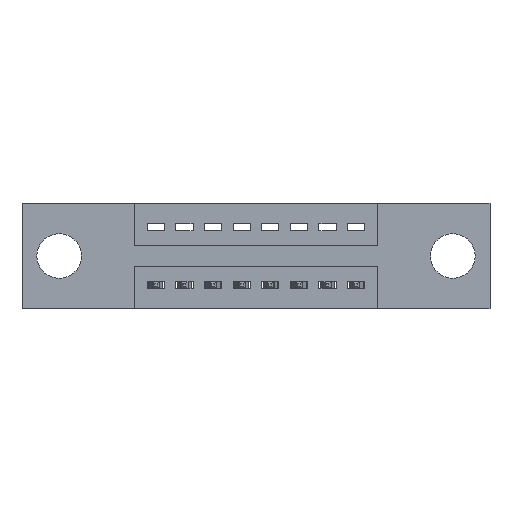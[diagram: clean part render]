
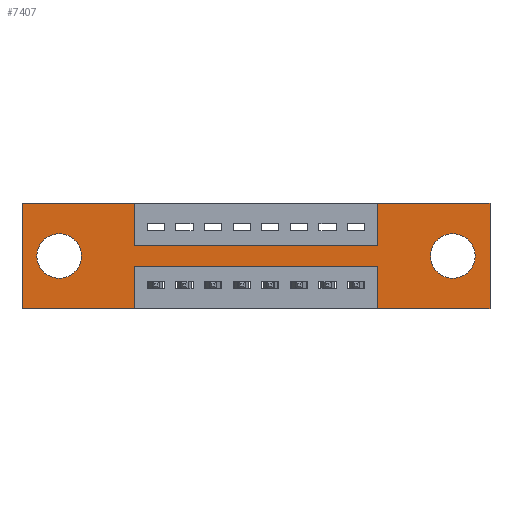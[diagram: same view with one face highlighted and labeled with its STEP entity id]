
A CAD part, front view. The second image highlights one B-rep face of the part: STEP entity #7407.
In plain terms, the highlighted planar face has unit normal (0, -1, 0).
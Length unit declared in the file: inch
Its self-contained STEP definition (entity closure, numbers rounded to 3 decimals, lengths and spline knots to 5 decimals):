
#73 = ORIENTED_EDGE ( 'NONE', *, *, #3814, .F. ) ;
#492 = AXIS2_PLACEMENT_3D ( 'NONE', #5105, #5068, #8363 ) ;
#619 = FACE_BOUND ( 'NONE', #1560, .T. ) ;
#658 = EDGE_CURVE ( 'NONE', #8023, #1676, #828, .T. ) ;
#743 = CARTESIAN_POINT ( 'NONE',  ( 0., 0., -0.37 ) ) ;
#777 = CARTESIAN_POINT ( 'NONE',  ( 1.2425, 0., -0.37 ) ) ;
#815 = DIRECTION ( 'NONE',  ( -1., 0., 0. ) ) ;
#828 = LINE ( 'NONE', #6963, #6508 ) ;
#831 = VECTOR ( 'NONE', #7800, 39.37008 ) ;
#841 = VECTOR ( 'NONE', #5422, 39.37008 ) ;
#858 = VECTOR ( 'NONE', #3400, 39.37008 ) ;
#960 = EDGE_LOOP ( 'NONE', ( #2820, #73, #997, #6750, #9245, #8433, #3395, #2984, #3129, #985, #1459, #10103 ) ) ;
#976 = DIRECTION ( 'NONE',  ( 0., 0., -1. ) ) ;
#979 = CARTESIAN_POINT ( 'NONE',  ( 1.505, 0., -0.185 ) ) ;
#985 = ORIENTED_EDGE ( 'NONE', *, *, #8127, .F. ) ;
#997 = ORIENTED_EDGE ( 'NONE', *, *, #1481, .F. ) ;
#1258 = CARTESIAN_POINT ( 'NONE',  ( 1.2425, 0., -0.15 ) ) ;
#1294 = VERTEX_POINT ( 'NONE', #9539 ) ;
#1373 = EDGE_CURVE ( 'NONE', #2833, #3056, #7902, .T. ) ;
#1374 = CARTESIAN_POINT ( 'NONE',  ( 0., 0., -0.37 ) ) ;
#1407 = PLANE ( 'NONE',  #4995 ) ;
#1459 = ORIENTED_EDGE ( 'NONE', *, *, #658, .F. ) ;
#1481 = EDGE_CURVE ( 'NONE', #3056, #9008, #9563, .T. ) ;
#1550 = VECTOR ( 'NONE', #10483, 39.37008 ) ;
#1560 = EDGE_LOOP ( 'NONE', ( #7303, #9851 ) ) ;
#1676 = VERTEX_POINT ( 'NONE', #3477 ) ;
#1795 = CARTESIAN_POINT ( 'NONE',  ( 1.505, 0., -0.263 ) ) ;
#2106 = CIRCLE ( 'NONE', #10337, 0.078 ) ;
#2156 = VECTOR ( 'NONE', #976, 39.37008 ) ;
#2189 = DIRECTION ( 'NONE',  ( 0., 0., -1. ) ) ;
#2329 = DIRECTION ( 'NONE',  ( 0., 1., 0. ) ) ;
#2743 = VERTEX_POINT ( 'NONE', #9182 ) ;
#2816 = DIRECTION ( 'NONE',  ( 0., 0., -1. ) ) ;
#2820 = ORIENTED_EDGE ( 'NONE', *, *, #8144, .F. ) ;
#2833 = VERTEX_POINT ( 'NONE', #3592 ) ;
#2852 = LINE ( 'NONE', #10630, #8875 ) ;
#2866 = VERTEX_POINT ( 'NONE', #1258 ) ;
#2900 = VERTEX_POINT ( 'NONE', #9463 ) ;
#2901 = CARTESIAN_POINT ( 'NONE',  ( 0., 0., 0. ) ) ;
#2984 = ORIENTED_EDGE ( 'NONE', *, *, #9234, .F. ) ;
#3048 = LINE ( 'NONE', #6148, #841 ) ;
#3056 = VERTEX_POINT ( 'NONE', #8013 ) ;
#3129 = ORIENTED_EDGE ( 'NONE', *, *, #6150, .F. ) ;
#3174 = VECTOR ( 'NONE', #10560, 39.37008 ) ;
#3250 = CARTESIAN_POINT ( 'NONE',  ( 1.2425, 0., 0. ) ) ;
#3395 = ORIENTED_EDGE ( 'NONE', *, *, #7789, .F. ) ;
#3400 = DIRECTION ( 'NONE',  ( 1., 0., 0. ) ) ;
#3477 = CARTESIAN_POINT ( 'NONE',  ( 0., 0., 0. ) ) ;
#3592 = CARTESIAN_POINT ( 'NONE',  ( 1.635, 0., -0.37 ) ) ;
#3603 = AXIS2_PLACEMENT_3D ( 'NONE', #979, #5984, #2816 ) ;
#3717 = CARTESIAN_POINT ( 'NONE',  ( 1.505, 0., -0.107 ) ) ;
#3814 = EDGE_CURVE ( 'NONE', #9008, #2743, #5421, .T. ) ;
#3893 = DIRECTION ( 'NONE',  ( 0., -1., 0. ) ) ;
#4218 = VECTOR ( 'NONE', #4868, 39.37008 ) ;
#4245 = CARTESIAN_POINT ( 'NONE',  ( 0.3925, 0., 0. ) ) ;
#4330 = CARTESIAN_POINT ( 'NONE',  ( 0.3925, 0., -0.37 ) ) ;
#4480 = VERTEX_POINT ( 'NONE', #8539 ) ;
#4740 = CARTESIAN_POINT ( 'NONE',  ( 0.13, 0., -0.185 ) ) ;
#4760 = DIRECTION ( 'NONE',  ( 0., 0., 1. ) ) ;
#4868 = DIRECTION ( 'NONE',  ( 0., 0., 1. ) ) ;
#4884 = CARTESIAN_POINT ( 'NONE',  ( 0.13, 0., -0.185 ) ) ;
#4891 = CIRCLE ( 'NONE', #3603, 0.078 ) ;
#4995 = AXIS2_PLACEMENT_3D ( 'NONE', #9537, #3893, #2189 ) ;
#5068 = DIRECTION ( 'NONE',  ( 0., 1., 0. ) ) ;
#5105 = CARTESIAN_POINT ( 'NONE',  ( 1.505, 0., -0.185 ) ) ;
#5144 = EDGE_CURVE ( 'NONE', #8454, #7957, #6418, .T. ) ;
#5257 = DIRECTION ( 'NONE',  ( 1., 0., 0. ) ) ;
#5286 = EDGE_CURVE ( 'NONE', #8903, #8023, #2852, .T. ) ;
#5305 = DIRECTION ( 'NONE',  ( 0., 0., 1. ) ) ;
#5395 = VERTEX_POINT ( 'NONE', #1795 ) ;
#5421 = LINE ( 'NONE', #9601, #1550 ) ;
#5422 = DIRECTION ( 'NONE',  ( 0., 0., -1. ) ) ;
#5460 = LINE ( 'NONE', #7875, #831 ) ;
#5515 = AXIS2_PLACEMENT_3D ( 'NONE', #4740, #10433, #5534 ) ;
#5534 = DIRECTION ( 'NONE',  ( 0., 0., 1. ) ) ;
#5698 = LINE ( 'NONE', #2901, #9400 ) ;
#5984 = DIRECTION ( 'NONE',  ( 0., 1., 0. ) ) ;
#6148 = CARTESIAN_POINT ( 'NONE',  ( 1.635, 0., 0. ) ) ;
#6150 = EDGE_CURVE ( 'NONE', #9473, #1294, #7840, .T. ) ;
#6303 = ORIENTED_EDGE ( 'NONE', *, *, #7070, .T. ) ;
#6417 = LINE ( 'NONE', #3250, #4218 ) ;
#6418 = CIRCLE ( 'NONE', #5515, 0.078 ) ;
#6430 = CARTESIAN_POINT ( 'NONE',  ( 0., 0., 0. ) ) ;
#6508 = VECTOR ( 'NONE', #5305, 39.37008 ) ;
#6542 = CARTESIAN_POINT ( 'NONE',  ( 1.2425, 0., -0.22 ) ) ;
#6549 = DIRECTION ( 'NONE',  ( -1., 0., 0. ) ) ;
#6750 = ORIENTED_EDGE ( 'NONE', *, *, #1373, .F. ) ;
#6785 = EDGE_LOOP ( 'NONE', ( #6303, #9195 ) ) ;
#6813 = EDGE_CURVE ( 'NONE', #5395, #9244, #7841, .T. ) ;
#6830 = VECTOR ( 'NONE', #8224, 39.37008 ) ;
#6963 = CARTESIAN_POINT ( 'NONE',  ( 0., 0., 0. ) ) ;
#7070 = EDGE_CURVE ( 'NONE', #9244, #5395, #4891, .T. ) ;
#7166 = LINE ( 'NONE', #4330, #2156 ) ;
#7303 = ORIENTED_EDGE ( 'NONE', *, *, #5144, .T. ) ;
#7407 = ADVANCED_FACE ( 'NONE', ( #9342, #619, #7554 ), #1407, .T. ) ;
#7554 = FACE_OUTER_BOUND ( 'NONE', #960, .T. ) ;
#7789 = EDGE_CURVE ( 'NONE', #2866, #4480, #6417, .T. ) ;
#7800 = DIRECTION ( 'NONE',  ( 1., 0., 0. ) ) ;
#7803 = LINE ( 'NONE', #6430, #858 ) ;
#7840 = LINE ( 'NONE', #9140, #6830 ) ;
#7841 = CIRCLE ( 'NONE', #492, 0.078 ) ;
#7875 = CARTESIAN_POINT ( 'NONE',  ( 0.3925, 0., -0.15 ) ) ;
#7902 = LINE ( 'NONE', #743, #9040 ) ;
#7957 = VERTEX_POINT ( 'NONE', #8409 ) ;
#8013 = CARTESIAN_POINT ( 'NONE',  ( 1.2425, 0., -0.37 ) ) ;
#8023 = VERTEX_POINT ( 'NONE', #1374 ) ;
#8127 = EDGE_CURVE ( 'NONE', #1676, #9473, #7803, .T. ) ;
#8144 = EDGE_CURVE ( 'NONE', #2743, #8903, #7166, .T. ) ;
#8224 = DIRECTION ( 'NONE',  ( 0., 0., -1. ) ) ;
#8363 = DIRECTION ( 'NONE',  ( 0., 0., -1. ) ) ;
#8409 = CARTESIAN_POINT ( 'NONE',  ( 0.13, 0., -0.263 ) ) ;
#8433 = ORIENTED_EDGE ( 'NONE', *, *, #10175, .F. ) ;
#8436 = CARTESIAN_POINT ( 'NONE',  ( 0.13, 0., -0.107 ) ) ;
#8454 = VERTEX_POINT ( 'NONE', #8436 ) ;
#8539 = CARTESIAN_POINT ( 'NONE',  ( 1.2425, 0., 0. ) ) ;
#8709 = EDGE_CURVE ( 'NONE', #2900, #2833, #3048, .T. ) ;
#8875 = VECTOR ( 'NONE', #815, 39.37008 ) ;
#8903 = VERTEX_POINT ( 'NONE', #9031 ) ;
#9008 = VERTEX_POINT ( 'NONE', #6542 ) ;
#9031 = CARTESIAN_POINT ( 'NONE',  ( 0.3925, 0., -0.37 ) ) ;
#9040 = VECTOR ( 'NONE', #6549, 39.37008 ) ;
#9140 = CARTESIAN_POINT ( 'NONE',  ( 0.3925, 0., 0. ) ) ;
#9182 = CARTESIAN_POINT ( 'NONE',  ( 0.3925, 0., -0.22 ) ) ;
#9195 = ORIENTED_EDGE ( 'NONE', *, *, #6813, .T. ) ;
#9234 = EDGE_CURVE ( 'NONE', #1294, #2866, #5460, .T. ) ;
#9244 = VERTEX_POINT ( 'NONE', #3717 ) ;
#9245 = ORIENTED_EDGE ( 'NONE', *, *, #8709, .F. ) ;
#9342 = FACE_BOUND ( 'NONE', #6785, .T. ) ;
#9400 = VECTOR ( 'NONE', #5257, 39.37008 ) ;
#9463 = CARTESIAN_POINT ( 'NONE',  ( 1.635, 0., 0. ) ) ;
#9473 = VERTEX_POINT ( 'NONE', #4245 ) ;
#9537 = CARTESIAN_POINT ( 'NONE',  ( 0., 0., -0.37 ) ) ;
#9539 = CARTESIAN_POINT ( 'NONE',  ( 0.3925, 0., -0.15 ) ) ;
#9563 = LINE ( 'NONE', #777, #3174 ) ;
#9601 = CARTESIAN_POINT ( 'NONE',  ( 0.3925, 0., -0.22 ) ) ;
#9851 = ORIENTED_EDGE ( 'NONE', *, *, #9956, .T. ) ;
#9956 = EDGE_CURVE ( 'NONE', #7957, #8454, #2106, .T. ) ;
#10103 = ORIENTED_EDGE ( 'NONE', *, *, #5286, .F. ) ;
#10175 = EDGE_CURVE ( 'NONE', #4480, #2900, #5698, .T. ) ;
#10337 = AXIS2_PLACEMENT_3D ( 'NONE', #4884, #2329, #4760 ) ;
#10433 = DIRECTION ( 'NONE',  ( 0., 1., 0. ) ) ;
#10483 = DIRECTION ( 'NONE',  ( -1., 0., 0. ) ) ;
#10560 = DIRECTION ( 'NONE',  ( 0., 0., 1. ) ) ;
#10630 = CARTESIAN_POINT ( 'NONE',  ( 0., 0., -0.37 ) ) ;
